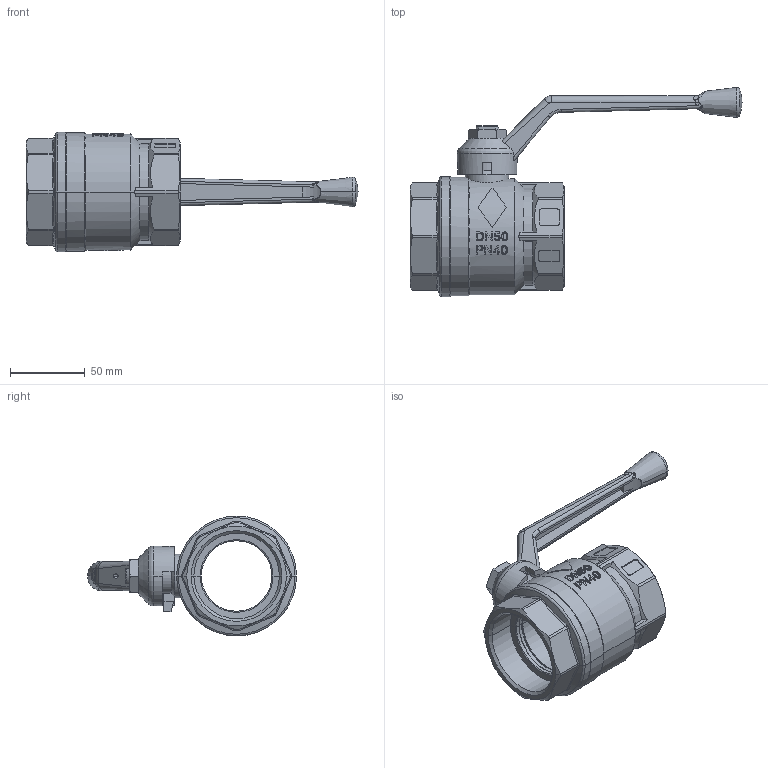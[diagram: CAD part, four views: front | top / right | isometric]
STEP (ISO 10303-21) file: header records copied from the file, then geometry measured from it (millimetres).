
FILE_DESCRIPTION(('Creo Elements/Direct Modeling STEP Export'),'2;1');
FILE_NAME('1500100000.stp','2021-04-30T13:55:59',(''),(''),'Creo Elements/Direct Modeling STEP processor for AP214 (Solid Model)','Creo Elements/Direct Modeling 20.1D 10-Oct-2020 (C) Parametric Technology GmbH','');
FILE_SCHEMA(('AUTOMOTIVE_DESIGN { 1 0 10303 214 1 1 1 1 }'));
Length unit declared in the file: millimetre
Products named in the file (2): 1500100000
Assembly tree (1 placements, depth 2):
  1500100000
    1500100000
Bounding box: 221.5 x 139.5 x 80 mm (x, y, z)
Volume: 272532.7 mm3; surface area: 65717.7 mm2
Topology: 1 solids, 1 shells, 648 faces, 1761 edges, 1141 vertices
Faces by surface type: plane 422, cylinder 104, cone 59, torus 32, bspline 31
Entity records: 34611 total; most frequent: CARTESIAN_POINT 17262, ORIENTED_EDGE 3514, DIRECTION 3244, EDGE_CURVE 1757, AXIS2_PLACEMENT_3D 1271, VERTEX_POINT 1141, VECTOR 702, LINE 702
